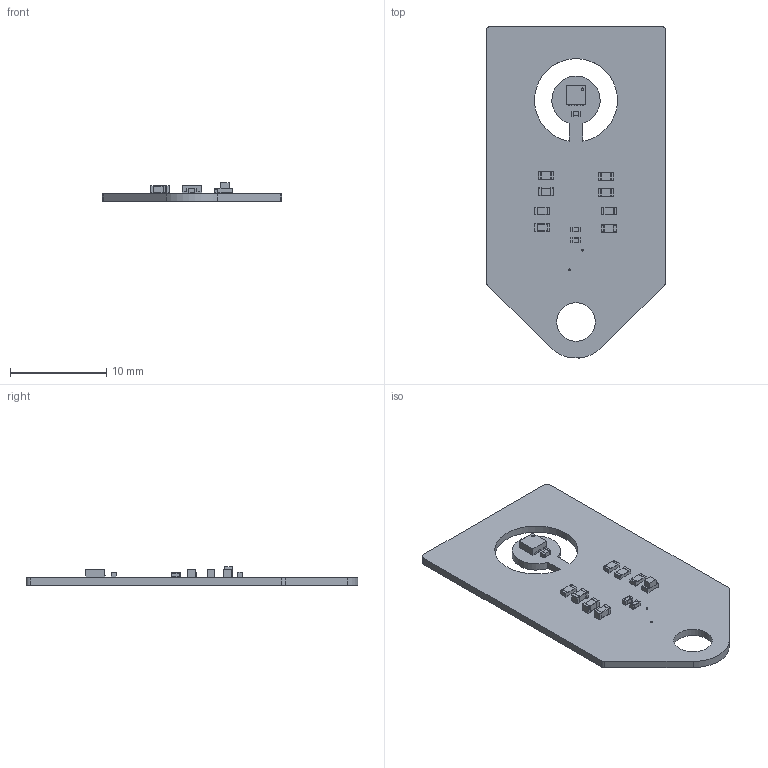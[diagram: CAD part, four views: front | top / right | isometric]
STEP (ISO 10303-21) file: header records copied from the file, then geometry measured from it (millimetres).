
FILE_DESCRIPTION(('KiCad electronic assembly'),'2;1');
FILE_NAME('nfc_sense_ntag.step','2025-10-04T19:39:30',('Pcbnew'),( 'Kicad'),'Open CASCADE STEP processor 7.8','KiCad to STEP converter' ,'Unknown');
FILE_SCHEMA(('AUTOMOTIVE_DESIGN { 1 0 10303 214 1 1 1 1 }'));
Length unit declared in the file: millimetre
Products named in the file (12): nfc_sense_ntag 1; C_0603_1608Metric; WSON-6-1EP_2x2mm_P0.65mm_EP1x1.6mm; WSON_6_1EP_2x2mm_P065mm_EP1x16mm; LED_0603_1608Metric; R_0603_1608Metric; C_0402_1005Metric; nfc_sense_ntag_PCB
Assembly tree (18 placements, depth 3):
  nfc_sense_ntag 1
    C_0603_1608Metric  x3
      C_0603_1608Metric
    WSON-6-1EP_2x2mm_P0.65mm_EP1x1.6mm
      WSON_6_1EP_2x2mm_P065mm_EP1x16mm
    LED_0603_1608Metric
      LED_0603_1608Metric
    R_0603_1608Metric  x4
      R_0603_1608Metric
    C_0402_1005Metric  x3
      C_0402_1005Metric
    nfc_sense_ntag_PCB
Bounding box: 18.6 x 34.43 x 1.94 mm (x, y, z)
Volume: 427.7 mm3; surface area: 1250.5 mm2
Topology: 13 solids, 13 shells, 391 faces, 1026 edges, 676 vertices
Faces by surface type: plane 268, cylinder 123
Full cylindrical faces by diameter (mm): 0.2 x2, 0.25 x1, 4 x1
Entity records: 7760 total; most frequent: CARTESIAN_POINT 1106, DIRECTION 1076, ORIENTED_EDGE 1068, EDGE_CURVE 534, LINE 432, VECTOR 432, VERTEX_POINT 352, AXIS2_PLACEMENT_3D 322
